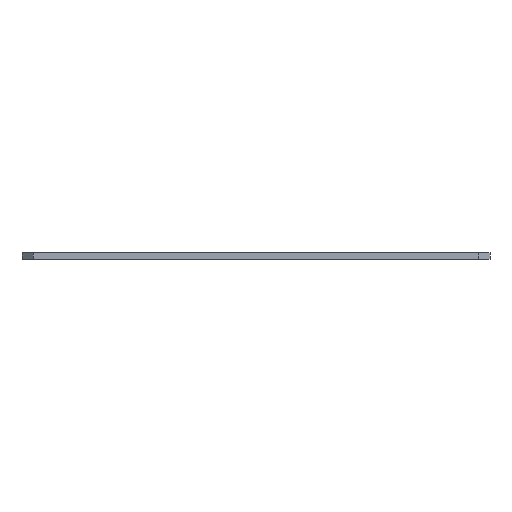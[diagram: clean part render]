
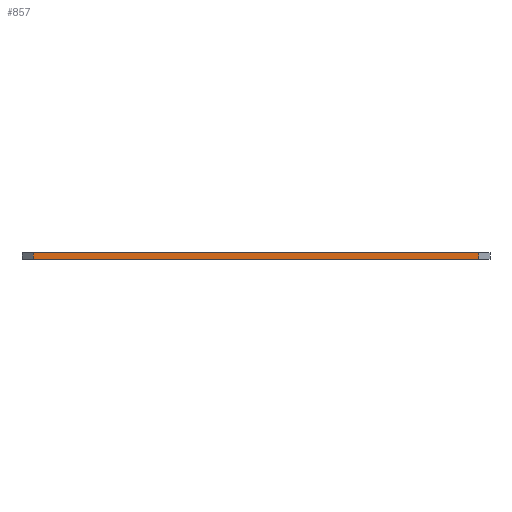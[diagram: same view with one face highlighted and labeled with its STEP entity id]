
A CAD part, front view. The second image highlights one B-rep face of the part: STEP entity #857.
In plain terms, the highlighted planar face has unit normal (0, -1, 0).
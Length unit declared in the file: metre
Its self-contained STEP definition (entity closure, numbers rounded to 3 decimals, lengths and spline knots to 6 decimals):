
#39=LINE('',#1225,#123);
#61=LINE('',#1304,#145);
#111=LINE('',#1430,#195);
#112=LINE('',#1431,#196);
#123=VECTOR('',#976,1.);
#145=VECTOR('',#1034,1.);
#195=VECTOR('',#1176,1.);
#196=VECTOR('',#1177,1.);
#399=ORIENTED_EDGE('',*,*,#484,.F.);
#400=ORIENTED_EDGE('',*,*,#549,.T.);
#401=ORIENTED_EDGE('',*,*,#445,.T.);
#402=ORIENTED_EDGE('',*,*,#550,.T.);
#445=EDGE_CURVE('',#564,#563,#39,.T.);
#484=EDGE_CURVE('',#602,#603,#61,.T.);
#549=EDGE_CURVE('',#602,#564,#111,.T.);
#550=EDGE_CURVE('',#563,#603,#112,.T.);
#563=VERTEX_POINT('',#1224);
#564=VERTEX_POINT('',#1226);
#602=VERTEX_POINT('',#1303);
#603=VERTEX_POINT('',#1305);
#717=EDGE_LOOP('',(#399,#400,#401,#402));
#783=FACE_BOUND('',#717,.T.);
#819=PLANE('',#947);
#857=ADVANCED_FACE('',(#783),#819,.T.);
#947=AXIS2_PLACEMENT_3D('',#1429,#1174,#1175);
#976=DIRECTION('',(-1.,0.,0.));
#1034=DIRECTION('',(-1.,0.,0.));
#1174=DIRECTION('',(0.,-1.,0.));
#1175=DIRECTION('',(0.,0.,-1.));
#1176=DIRECTION('',(0.,0.,1.));
#1177=DIRECTION('',(0.,0.,-1.));
#1224=CARTESIAN_POINT('',(-0.019707,-0.031642,0.0015));
#1225=CARTESIAN_POINT('',(-0.017207,-0.031642,0.0015));
#1226=CARTESIAN_POINT('',(0.077293,-0.031642,0.0015));
#1303=CARTESIAN_POINT('',(0.077293,-0.031642,0.));
#1304=CARTESIAN_POINT('',(-0.017207,-0.031642,0.));
#1305=CARTESIAN_POINT('',(-0.019707,-0.031642,0.));
#1429=CARTESIAN_POINT('',(-0.017207,-0.031642,0.0015));
#1430=CARTESIAN_POINT('',(0.077293,-0.031642,0.0015));
#1431=CARTESIAN_POINT('',(-0.019707,-0.031642,0.0015));
